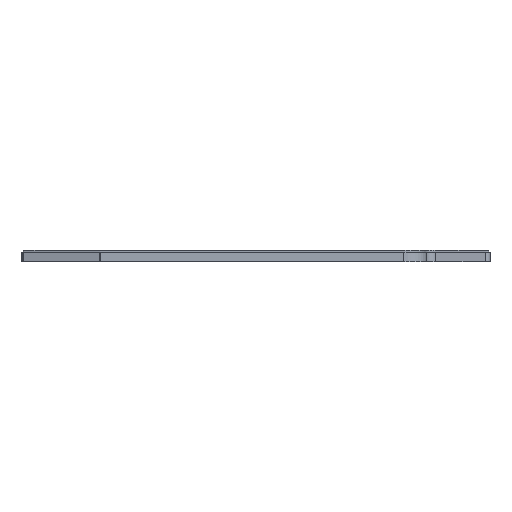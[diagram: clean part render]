
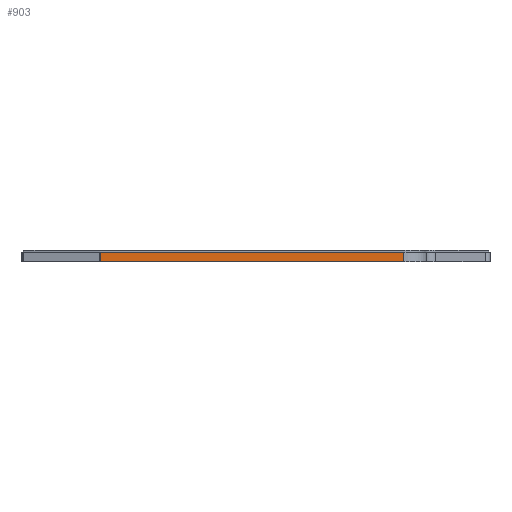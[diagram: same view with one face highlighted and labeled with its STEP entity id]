
A CAD part, left-side view. The second image highlights one B-rep face of the part: STEP entity #903.
In plain terms, the highlighted planar face has unit normal (-1, 0, 0).
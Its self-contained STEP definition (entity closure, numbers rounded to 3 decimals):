
#16 = CARTESIAN_POINT ( 'NONE',  ( -34.596, 29.018, 0.85 ) ) ;
#41 = VECTOR ( 'NONE', #1369, 1000. ) ;
#60 = LINE ( 'NONE', #1378, #1906 ) ;
#62 = DIRECTION ( 'NONE',  ( 0., 1., 0. ) ) ;
#77 = CARTESIAN_POINT ( 'NONE',  ( -34.596, 29.018, 1. ) ) ;
#99 = ORIENTED_EDGE ( 'NONE', *, *, #1290, .F. ) ;
#144 = VERTEX_POINT ( 'NONE', #16 ) ;
#250 = VECTOR ( 'NONE', #1359, 1000. ) ;
#326 = CARTESIAN_POINT ( 'NONE',  ( -34.596, 29.018, 0. ) ) ;
#558 = CARTESIAN_POINT ( 'NONE',  ( -34.596, 29.018, 1. ) ) ;
#642 = CARTESIAN_POINT ( 'NONE',  ( -34.596, 2.264, 0.85 ) ) ;
#696 = EDGE_CURVE ( 'NONE', #144, #1894, #1046, .T. ) ;
#761 = AXIS2_PLACEMENT_3D ( 'NONE', #558, #1556, #62 ) ;
#886 = FACE_OUTER_BOUND ( 'NONE', #1807, .T. ) ;
#903 = ADVANCED_FACE ( 'NONE', ( #886 ), #1713, .F. ) ;
#1046 = LINE ( 'NONE', #77, #250 ) ;
#1091 = EDGE_CURVE ( 'NONE', #1183, #1624, #1973, .T. ) ;
#1146 = CARTESIAN_POINT ( 'NONE',  ( -34.596, 2.264, 1. ) ) ;
#1182 = CARTESIAN_POINT ( 'NONE',  ( -34.596, 2.264, 0. ) ) ;
#1183 = VERTEX_POINT ( 'NONE', #642 ) ;
#1250 = ORIENTED_EDGE ( 'NONE', *, *, #1288, .T. ) ;
#1288 = EDGE_CURVE ( 'NONE', #1894, #1624, #1709, .T. ) ;
#1290 = EDGE_CURVE ( 'NONE', #144, #1183, #60, .T. ) ;
#1359 = DIRECTION ( 'NONE',  ( 0., 0., -1. ) ) ;
#1369 = DIRECTION ( 'NONE',  ( 0., -1., 0. ) ) ;
#1378 = CARTESIAN_POINT ( 'NONE',  ( -34.596, 29.018, 0.85 ) ) ;
#1447 = VECTOR ( 'NONE', #1826, 1000. ) ;
#1516 = CARTESIAN_POINT ( 'NONE',  ( -34.596, 29.018, 0. ) ) ;
#1556 = DIRECTION ( 'NONE',  ( 1., 0., 0. ) ) ;
#1624 = VERTEX_POINT ( 'NONE', #1182 ) ;
#1644 = ORIENTED_EDGE ( 'NONE', *, *, #696, .T. ) ;
#1709 = LINE ( 'NONE', #1516, #41 ) ;
#1713 = PLANE ( 'NONE',  #761 ) ;
#1807 = EDGE_LOOP ( 'NONE', ( #99, #1644, #1250, #2014 ) ) ;
#1826 = DIRECTION ( 'NONE',  ( 0., 0., -1. ) ) ;
#1894 = VERTEX_POINT ( 'NONE', #326 ) ;
#1906 = VECTOR ( 'NONE', #2015, 1000. ) ;
#1973 = LINE ( 'NONE', #1146, #1447 ) ;
#2014 = ORIENTED_EDGE ( 'NONE', *, *, #1091, .F. ) ;
#2015 = DIRECTION ( 'NONE',  ( 0., -1., 0. ) ) ;
